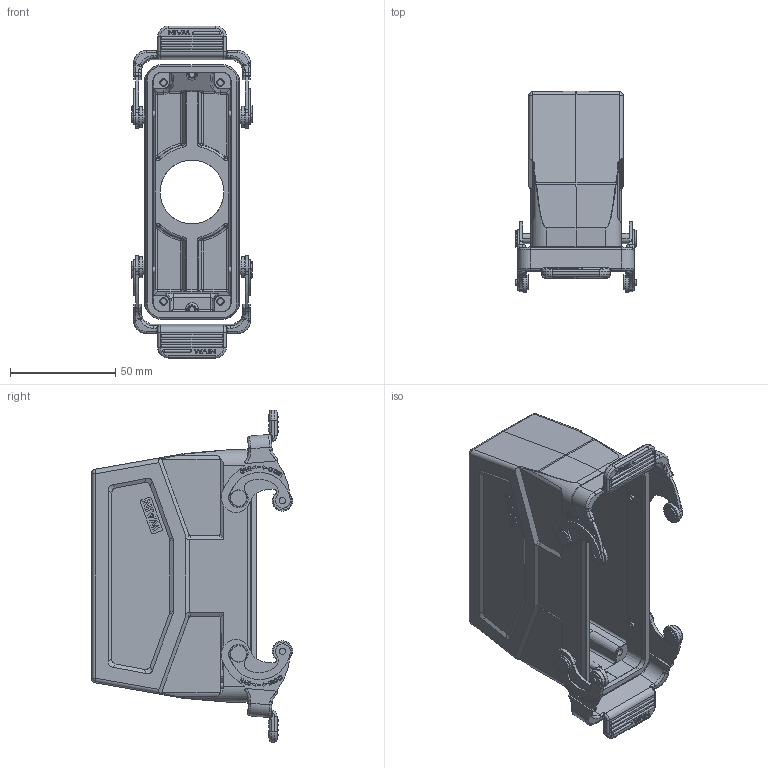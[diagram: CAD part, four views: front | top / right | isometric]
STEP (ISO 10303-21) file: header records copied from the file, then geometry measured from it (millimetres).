
FILE_DESCRIPTION((''),'2;1');
FILE_NAME('3D_1111247415002_W24B-CCTH-2L_S','2023-12-29T',('p.yu'),(''),'PRO/ENGINEER BY PARAMETRIC TECHNOLOGY CORPORATION, 2012480','PRO/ENGINEER BY PARAMETRIC TECHNOLOGY CORPORATION, 2012480','');
FILE_SCHEMA(('CONFIG_CONTROL_DESIGN'));
Products named in the file (1): 3D_1111247415002_W24B-CCTH-2L_S
Bounding box: 57.5 x 95.71 x 157.8 mm (x, y, z)
Volume: 115962.6 mm3; surface area: 68196.3 mm2
Topology: 1 solids, 2 shells, 1740 faces, 4667 edges, 3064 vertices
Faces by surface type: plane 832, cylinder 419, extrusion 158, bspline 130, torus 84, cone 58, sphere 55, revolution 4
Entity records: 62653 total; most frequent: CARTESIAN_POINT 20082, ORIENTED_EDGE 9268, DIRECTION 8113, EDGE_CURVE 4634, VERTEX_POINT 3064, AXIS2_PLACEMENT_3D 2719, VECTOR 2671, LINE 2513
